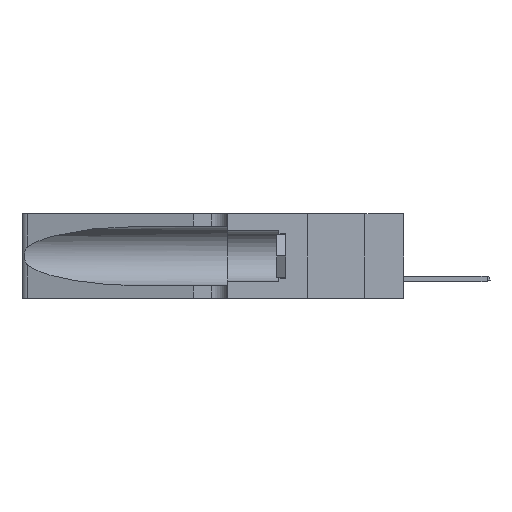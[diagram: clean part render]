
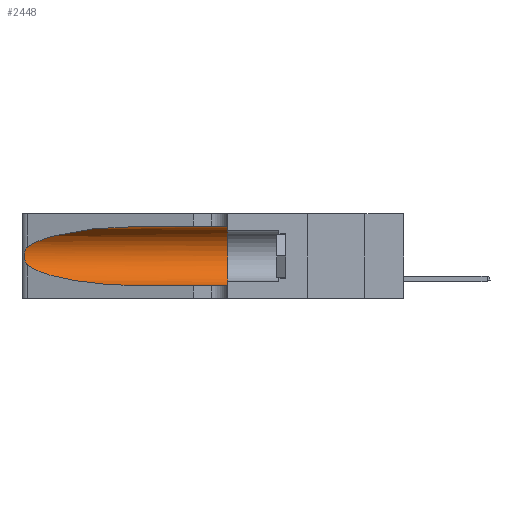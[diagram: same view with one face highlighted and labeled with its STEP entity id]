
A CAD part, left-side view. The second image highlights one B-rep face of the part: STEP entity #2448.
In plain terms, the highlighted cylindrical face has radius 3.308 mm (diameter 6.617 mm), a partial arc.
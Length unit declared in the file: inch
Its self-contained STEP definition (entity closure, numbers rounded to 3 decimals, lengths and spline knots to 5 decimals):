
#230 = EDGE_CURVE ( 'NONE', #11781, #12323, #22620, .T. ) ;
#553 = VERTEX_POINT ( 'NONE', #9076 ) ;
#1119 = CARTESIAN_POINT ( 'NONE',  ( 0.1305, 1.61858, 0.31525 ) ) ;
#1789 = CARTESIAN_POINT ( 'NONE',  ( 0.2373, 1.15595, 0.08982 ) ) ;
#1980 = AXIS2_PLACEMENT_3D ( 'NONE', #34987, #3575, #8804 ) ;
#2448 = ADVANCED_FACE ( 'NONE', ( #11561 ), #8928, .F. ) ;
#2811 = AXIS2_PLACEMENT_3D ( 'NONE', #40209, #19721, #47821 ) ;
#3310 =( BOUNDED_CURVE ( )  B_SPLINE_CURVE ( 3, ( #5689, #1789, #18530, #10352 ),
 .UNSPECIFIED., .F., .F. ) 
 B_SPLINE_CURVE_WITH_KNOTS ( ( 4, 4 ),
 ( 3.44316, 4.71239 ),
 .UNSPECIFIED. ) 
 CURVE ( )  GEOMETRIC_REPRESENTATION_ITEM ( )  RATIONAL_B_SPLINE_CURVE ( ( 1., 0.87, 0.87, 1. ) ) 
 REPRESENTATION_ITEM ( '' )  );
#3498 = LINE ( 'NONE', #41322, #21872 ) ;
#3575 = DIRECTION ( 'NONE',  ( 0., 1., 0. ) ) ;
#5689 = CARTESIAN_POINT ( 'NONE',  ( 0.25487, 1.22718, 0.14631 ) ) ;
#6093 = CARTESIAN_POINT ( 'NONE',  ( 0.25789, 1.23486, 0.15765 ) ) ;
#8283 = CARTESIAN_POINT ( 'NONE',  ( 0.25487, 1.22718, 0.22369 ) ) ;
#8408 = CARTESIAN_POINT ( 'NONE',  ( 0.1305, 0.35, 0.31525 ) ) ;
#8804 = DIRECTION ( 'NONE',  ( 0., 0., 1. ) ) ;
#8928 = CYLINDRICAL_SURFACE ( 'NONE', #2811, 0.13025 ) ;
#8985 = EDGE_CURVE ( 'NONE', #13639, #40600, #43570, .T. ) ;
#9076 = CARTESIAN_POINT ( 'NONE',  ( 0.1305, 0.35, 0.05475 ) ) ;
#10352 = CARTESIAN_POINT ( 'NONE',  ( 0.1305, 0.72297, 0.05475 ) ) ;
#10384 = CARTESIAN_POINT ( 'NONE',  ( 0.25854, 1.2359, 0.20912 ) ) ;
#11561 = FACE_OUTER_BOUND ( 'NONE', #30067, .T. ) ;
#11781 = VERTEX_POINT ( 'NONE', #24815 ) ;
#12115 = EDGE_CURVE ( 'NONE', #12323, #553, #23113, .T. ) ;
#12323 = VERTEX_POINT ( 'NONE', #8408 ) ;
#13639 = VERTEX_POINT ( 'NONE', #31874 ) ;
#14354 = VECTOR ( 'NONE', #31726, 39.37008 ) ;
#15810 = EDGE_CURVE ( 'NONE', #40600, #49850, #3310, .T. ) ;
#18274 = EDGE_CURVE ( 'NONE', #49850, #553, #3498, .T. ) ;
#18375 = CARTESIAN_POINT ( 'NONE',  ( 0.25487, 1.22718, 0.14631 ) ) ;
#18530 = CARTESIAN_POINT ( 'NONE',  ( 0.18966, 0.96281, 0.05475 ) ) ;
#19158 = ORIENTED_EDGE ( 'NONE', *, *, #8985, .T. ) ;
#19721 = DIRECTION ( 'NONE',  ( 0., -1., 0. ) ) ;
#20813 =( BOUNDED_CURVE ( )  B_SPLINE_CURVE ( 3, ( #25499, #29721, #42124, #25868 ),
 .UNSPECIFIED., .F., .T. ) 
 B_SPLINE_CURVE_WITH_KNOTS ( ( 4, 4 ),
 ( 1.5708, 2.84003 ),
 .UNSPECIFIED. ) 
 CURVE ( )  GEOMETRIC_REPRESENTATION_ITEM ( )  RATIONAL_B_SPLINE_CURVE ( ( 1., 0.87, 0.87, 1. ) ) 
 REPRESENTATION_ITEM ( '' )  );
#21872 = VECTOR ( 'NONE', #29628, 39.37008 ) ;
#22083 = CARTESIAN_POINT ( 'NONE',  ( 0.25639, 1.23186, 0.15144 ) ) ;
#22188 = ORIENTED_EDGE ( 'NONE', *, *, #46960, .T. ) ;
#22620 = LINE ( 'NONE', #1119, #14354 ) ;
#22921 = ORIENTED_EDGE ( 'NONE', *, *, #12115, .F. ) ;
#23113 = CIRCLE ( 'NONE', #1980, 0.13025 ) ;
#24815 = CARTESIAN_POINT ( 'NONE',  ( 0.1305, 0.72297, 0.31525 ) ) ;
#25431 = ORIENTED_EDGE ( 'NONE', *, *, #230, .F. ) ;
#25499 = CARTESIAN_POINT ( 'NONE',  ( 0.1305, 0.72297, 0.31525 ) ) ;
#25815 = CARTESIAN_POINT ( 'NONE',  ( 0.25856, 1.23593, 0.16098 ) ) ;
#25868 = CARTESIAN_POINT ( 'NONE',  ( 0.25487, 1.22718, 0.22369 ) ) ;
#28510 = ORIENTED_EDGE ( 'NONE', *, *, #18274, .T. ) ;
#28954 = CARTESIAN_POINT ( 'NONE',  ( 0.25639, 1.23184, 0.21858 ) ) ;
#29628 = DIRECTION ( 'NONE',  ( 0., -1., 0. ) ) ;
#29721 = CARTESIAN_POINT ( 'NONE',  ( 0.18966, 0.96281, 0.31525 ) ) ;
#30036 = CARTESIAN_POINT ( 'NONE',  ( 0.25487, 1.22718, 0.14631 ) ) ;
#30067 = EDGE_LOOP ( 'NONE', ( #22188, #19158, #47488, #28510, #22921, #25431 ) ) ;
#30406 = CARTESIAN_POINT ( 'NONE',  ( 0.25787, 1.23484, 0.2124 ) ) ;
#31726 = DIRECTION ( 'NONE',  ( 0., -1., 0. ) ) ;
#31874 = CARTESIAN_POINT ( 'NONE',  ( 0.25487, 1.22718, 0.22369 ) ) ;
#33678 = CARTESIAN_POINT ( 'NONE',  ( 0.1305, 0.72297, 0.05475 ) ) ;
#34124 = CARTESIAN_POINT ( 'NONE',  ( 0.26075, 1.23896, 0.178 ) ) ;
#34479 = CARTESIAN_POINT ( 'NONE',  ( 0.25555, 1.22993, 0.14849 ) ) ;
#34659 = CARTESIAN_POINT ( 'NONE',  ( 0.26075, 1.23896, 0.19203 ) ) ;
#34987 = CARTESIAN_POINT ( 'NONE',  ( 0.1305, 0.35, 0.185 ) ) ;
#36309 = CARTESIAN_POINT ( 'NONE',  ( 0.25555, 1.22994, 0.2215 ) ) ;
#38364 = CARTESIAN_POINT ( 'NONE',  ( 0.26018, 1.23835, 0.19895 ) ) ;
#40209 = CARTESIAN_POINT ( 'NONE',  ( 0.1305, 1.61858, 0.185 ) ) ;
#40600 = VERTEX_POINT ( 'NONE', #18375 ) ;
#41322 = CARTESIAN_POINT ( 'NONE',  ( 0.1305, 1.61858, 0.05475 ) ) ;
#42124 = CARTESIAN_POINT ( 'NONE',  ( 0.2373, 1.15595, 0.28018 ) ) ;
#43570 = B_SPLINE_CURVE_WITH_KNOTS ( 'NONE', 3,
 ( #8283, #36309, #28954, #30406, #10384, #38364, #34659, #34124, #46840, #25815, #6093, #22083, #34479, #30036 ),
 .UNSPECIFIED., .F., .F.,
 ( 4, 2, 2, 2, 2, 2, 4 ),
 ( 0., 0.00027, 0.00053, 0.00107, 0.0016, 0.00187, 0.00214 ),
 .UNSPECIFIED. ) ;
#46840 = CARTESIAN_POINT ( 'NONE',  ( 0.26017, 1.23833, 0.17102 ) ) ;
#46960 = EDGE_CURVE ( 'NONE', #11781, #13639, #20813, .T. ) ;
#47488 = ORIENTED_EDGE ( 'NONE', *, *, #15810, .T. ) ;
#47821 = DIRECTION ( 'NONE',  ( 0., 0., -1. ) ) ;
#49850 = VERTEX_POINT ( 'NONE', #33678 ) ;
